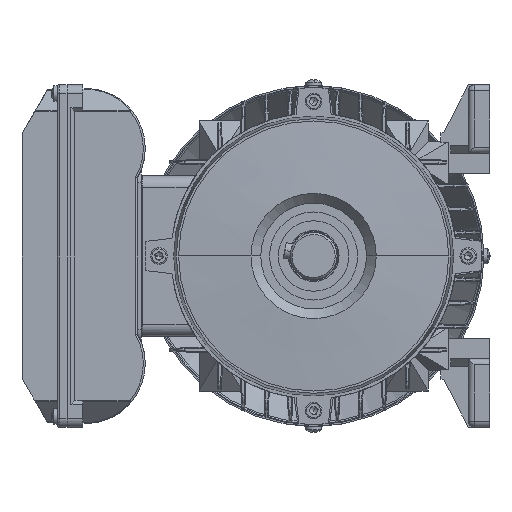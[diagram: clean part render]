
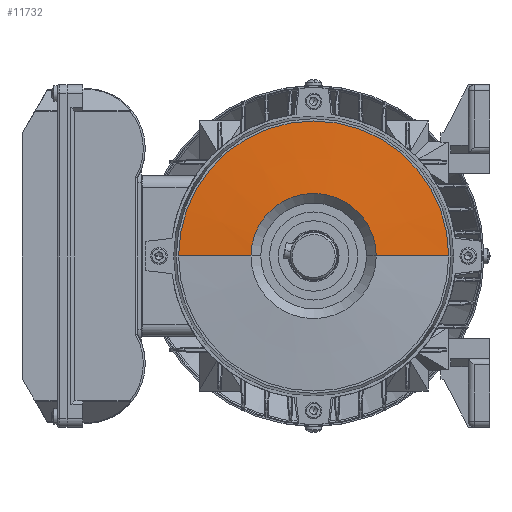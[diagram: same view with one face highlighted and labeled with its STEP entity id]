
A CAD part, left-side view. The second image highlights one B-rep face of the part: STEP entity #11732.
In plain terms, the highlighted conical face has half-angle 86 degrees and reference radius 32 mm.
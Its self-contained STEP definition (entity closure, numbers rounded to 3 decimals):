
#11714 = VERTEX_POINT ( 'NONE', #97320 ) ;
#11722 = VERTEX_POINT ( 'NONE', #97417 ) ;
#11732 = ADVANCED_FACE ( 'NONE', ( #97388 ), #97386, .T. ) ;
#11734 = EDGE_LOOP ( 'NONE', ( #11738, #11746, #11753, #11761 ) ) ;
#11738 = ORIENTED_EDGE ( 'NONE', *, *, #11741, .F. ) ;
#11741 = EDGE_CURVE ( 'NONE', #11722, #11714, #97485, .T. ) ;
#11746 = ORIENTED_EDGE ( 'NONE', *, *, #11749, .T. ) ;
#11749 = EDGE_CURVE ( 'NONE', #11722, #11750, #97441, .T. ) ;
#11750 = VERTEX_POINT ( 'NONE', #97436 ) ;
#11753 = ORIENTED_EDGE ( 'NONE', *, *, #11755, .T. ) ;
#11755 = EDGE_CURVE ( 'NONE', #11750, #11757, #97534, .T. ) ;
#11757 = VERTEX_POINT ( 'NONE', #97525 ) ;
#11761 = ORIENTED_EDGE ( 'NONE', *, *, #11764, .F. ) ;
#11764 = EDGE_CURVE ( 'NONE', #11714, #11757, #97498, .T. ) ;
#97320 = CARTESIAN_POINT ( 'NONE',  ( 0., 32., 0. ) ) ;
#97377 = DIRECTION ( 'NONE',  ( 0., 1., 0. ) ) ;
#97378 = DIRECTION ( 'NONE',  ( 1., 0., 0. ) ) ;
#97380 = CARTESIAN_POINT ( 'NONE',  ( 0., 0., 0. ) ) ;
#97381 = AXIS2_PLACEMENT_3D ( 'NONE', #97380, #97378, #97377 ) ;
#97386 = CONICAL_SURFACE ( 'NONE', #97381, 32., 1.501 ) ;
#97388 = FACE_OUTER_BOUND ( 'NONE', #11734, .T. ) ;
#97417 = CARTESIAN_POINT ( 'NONE',  ( 0., -32., 0. ) ) ;
#97436 = CARTESIAN_POINT ( 'NONE',  ( 2.587, -69., 0. ) ) ;
#97438 = DIRECTION ( 'NONE',  ( 0.07, -0.998, 0. ) ) ;
#97439 = VECTOR ( 'NONE', #97438, 1000. ) ;
#97440 = CARTESIAN_POINT ( 'NONE',  ( 0., -32., 0. ) ) ;
#97441 = LINE ( 'NONE', #97440, #97439 ) ;
#97471 = DIRECTION ( 'NONE',  ( 0., -1., 0. ) ) ;
#97473 = DIRECTION ( 'NONE',  ( -1., 0., 0. ) ) ;
#97474 = CARTESIAN_POINT ( 'NONE',  ( 0., 0., 0. ) ) ;
#97475 = AXIS2_PLACEMENT_3D ( 'NONE', #97474, #97473, #97471 ) ;
#97485 = CIRCLE ( 'NONE', #97475, 32. ) ;
#97498 = LINE ( 'NONE', #97604, #97602 ) ;
#97525 = CARTESIAN_POINT ( 'NONE',  ( 2.587, 69., 0. ) ) ;
#97527 = DIRECTION ( 'NONE',  ( 0., -1., 0. ) ) ;
#97529 = DIRECTION ( 'NONE',  ( -1., 0., 0. ) ) ;
#97531 = CARTESIAN_POINT ( 'NONE',  ( 2.587, 0., 0. ) ) ;
#97533 = AXIS2_PLACEMENT_3D ( 'NONE', #97531, #97529, #97527 ) ;
#97534 = CIRCLE ( 'NONE', #97533, 69. ) ;
#97600 = DIRECTION ( 'NONE',  ( 0.07, 0.998, 0. ) ) ;
#97602 = VECTOR ( 'NONE', #97600, 1000. ) ;
#97604 = CARTESIAN_POINT ( 'NONE',  ( 0., 32., 0. ) ) ;
